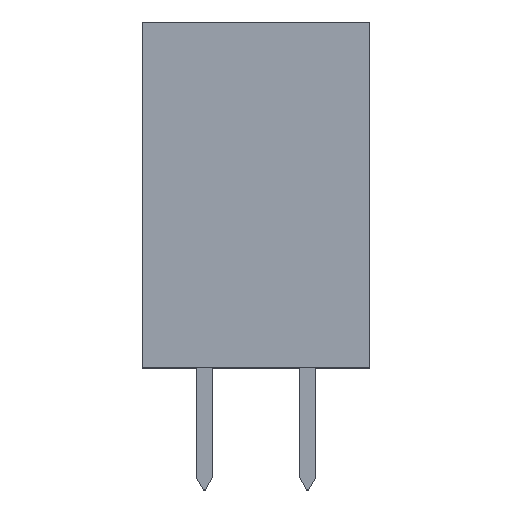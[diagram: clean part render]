
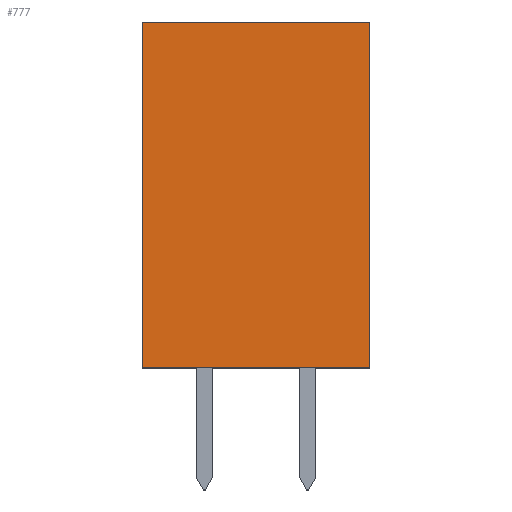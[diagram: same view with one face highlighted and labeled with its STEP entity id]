
A CAD part, top view. The second image highlights one B-rep face of the part: STEP entity #777.
In plain terms, the highlighted planar face has unit normal (0, 0, 1).
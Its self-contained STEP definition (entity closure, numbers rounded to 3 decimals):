
#17 = LINE ( 'NONE', #470, #147 ) ;
#40 = EDGE_LOOP ( 'NONE', ( #1195, #1153, #133, #624 ) ) ;
#59 = AXIS2_PLACEMENT_3D ( 'NONE', #426, #654, #524 ) ;
#98 = EDGE_CURVE ( 'NONE', #316, #1448, #873, .T. ) ;
#133 = ORIENTED_EDGE ( 'NONE', *, *, #1516, .F. ) ;
#147 = VECTOR ( 'NONE', #1429, 1000. ) ;
#289 = DIRECTION ( 'NONE',  ( 0., -1., 0. ) ) ;
#316 = VERTEX_POINT ( 'NONE', #422 ) ;
#330 = CARTESIAN_POINT ( 'NONE',  ( 2.79, 0., 1.25 ) ) ;
#352 = EDGE_CURVE ( 'NONE', #818, #920, #897, .T. ) ;
#422 = CARTESIAN_POINT ( 'NONE',  ( 2.79, 8.5, 1.25 ) ) ;
#426 = CARTESIAN_POINT ( 'NONE',  ( -2.79, 8.5, 1.25 ) ) ;
#470 = CARTESIAN_POINT ( 'NONE',  ( -2.79, 0., 1.25 ) ) ;
#524 = DIRECTION ( 'NONE',  ( -1., 0., 0. ) ) ;
#624 = ORIENTED_EDGE ( 'NONE', *, *, #352, .T. ) ;
#654 = DIRECTION ( 'NONE',  ( 0., 0., -1. ) ) ;
#777 = ADVANCED_FACE ( 'NONE', ( #1366 ), #785, .F. ) ;
#785 = PLANE ( 'NONE',  #59 ) ;
#787 = VECTOR ( 'NONE', #289, 1000. ) ;
#788 = CARTESIAN_POINT ( 'NONE',  ( -2.79, 8.5, 1.25 ) ) ;
#801 = DIRECTION ( 'NONE',  ( 0., -1., 0. ) ) ;
#818 = VERTEX_POINT ( 'NONE', #1254 ) ;
#873 = LINE ( 'NONE', #1363, #787 ) ;
#897 = LINE ( 'NONE', #788, #1075 ) ;
#910 = EDGE_CURVE ( 'NONE', #920, #1448, #17, .T. ) ;
#920 = VERTEX_POINT ( 'NONE', #1070 ) ;
#975 = VECTOR ( 'NONE', #1339, 1000. ) ;
#1070 = CARTESIAN_POINT ( 'NONE',  ( -2.79, 0., 1.25 ) ) ;
#1075 = VECTOR ( 'NONE', #801, 1000. ) ;
#1153 = ORIENTED_EDGE ( 'NONE', *, *, #98, .F. ) ;
#1195 = ORIENTED_EDGE ( 'NONE', *, *, #910, .T. ) ;
#1224 = CARTESIAN_POINT ( 'NONE',  ( -2.79, 8.5, 1.25 ) ) ;
#1254 = CARTESIAN_POINT ( 'NONE',  ( -2.79, 8.5, 1.25 ) ) ;
#1339 = DIRECTION ( 'NONE',  ( 1., 0., 0. ) ) ;
#1363 = CARTESIAN_POINT ( 'NONE',  ( 2.79, 8.5, 1.25 ) ) ;
#1366 = FACE_OUTER_BOUND ( 'NONE', #40, .T. ) ;
#1429 = DIRECTION ( 'NONE',  ( 1., 0., 0. ) ) ;
#1448 = VERTEX_POINT ( 'NONE', #330 ) ;
#1473 = LINE ( 'NONE', #1224, #975 ) ;
#1516 = EDGE_CURVE ( 'NONE', #818, #316, #1473, .T. ) ;
